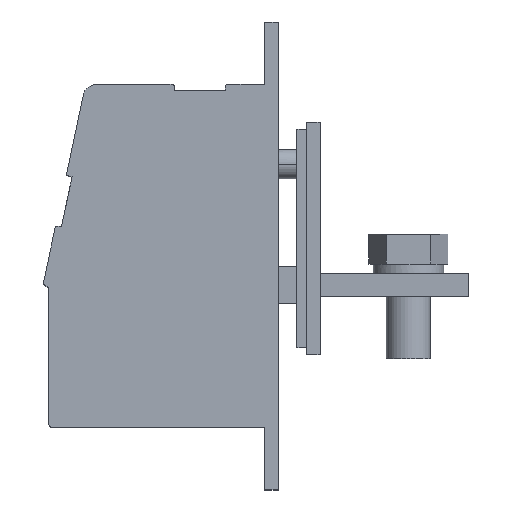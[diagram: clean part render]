
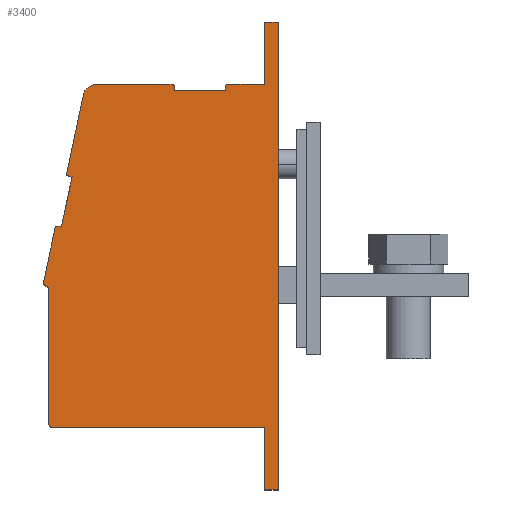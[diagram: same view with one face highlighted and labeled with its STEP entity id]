
A CAD part, top view. The second image highlights one B-rep face of the part: STEP entity #3400.
In plain terms, the highlighted face is planar.
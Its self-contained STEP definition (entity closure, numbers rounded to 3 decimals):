
#420=CARTESIAN_POINT('',(-208.505,42.357,-18.75));
#430=VERTEX_POINT('',#420);
#460=CARTESIAN_POINT('',(-208.505,42.357,-18.75));
#470=DIRECTION('',(0.,1.,0.));
#480=VECTOR('',#470,1.);
#490=LINE('',#460,#480);
#500=CARTESIAN_POINT('',(-208.505,143.057,-18.75));
#510=VERTEX_POINT('',#500);
#520=EDGE_CURVE('',#430,#510,#490,.T.);
#1270=CARTESIAN_POINT('',(-208.505,42.357,-18.75));
#1280=DIRECTION('',(0.,0.,-1.));
#1290=DIRECTION('',(-1.,0.,0.));
#1300=AXIS2_PLACEMENT_3D('',#1270,#1280,#1290);
#1310=PLANE('',#1300);
#1320=CARTESIAN_POINT('',(-208.505,42.357,-18.75));
#1330=DIRECTION('',(-1.,0.,0.));
#1340=VECTOR('',#1330,1.);
#1350=LINE('',#1320,#1340);
#1360=CARTESIAN_POINT('',(-205.505,42.357,-18.75));
#1370=VERTEX_POINT('',#1360);
#1380=EDGE_CURVE('',#1370,#430,#1350,.T.);
#1390=ORIENTED_EDGE('',*,*,#1380,.T.);
#1400=CARTESIAN_POINT('',(-205.505,42.357,-18.75));
#1410=DIRECTION('',(0.,-1.,0.));
#1420=VECTOR('',#1410,1.);
#1430=LINE('',#1400,#1420);
#1440=CARTESIAN_POINT('',(-205.505,55.757,-18.75));
#1450=VERTEX_POINT('',#1440);
#1460=EDGE_CURVE('',#1450,#1370,#1430,.T.);
#1470=ORIENTED_EDGE('',*,*,#1460,.T.);
#1480=CARTESIAN_POINT('',(-208.505,55.757,-18.75));
#1490=DIRECTION('',(1.,0.,0.));
#1500=VECTOR('',#1490,1.);
#1510=LINE('',#1480,#1500);
#1520=CARTESIAN_POINT('',(-160.005,55.757,-18.75));
#1530=VERTEX_POINT('',#1520);
#1540=EDGE_CURVE('',#1450,#1530,#1510,.T.);
#1550=ORIENTED_EDGE('',*,*,#1540,.F.);
#1560=CARTESIAN_POINT('',(-160.005,56.757,-18.75));
#1570=DIRECTION('',(0.,0.,1.));
#1580=DIRECTION('',(1.,0.,0.));
#1590=AXIS2_PLACEMENT_3D('',#1560,#1570,#1580);
#1600=CIRCLE('',#1590,1.);
#1610=CARTESIAN_POINT('',(-159.005,56.757,-18.75));
#1620=VERTEX_POINT('',#1610);
#1630=EDGE_CURVE('',#1530,#1620,#1600,.T.);
#1640=ORIENTED_EDGE('',*,*,#1630,.F.);
#1650=CARTESIAN_POINT('',(-159.005,42.357,-18.75));
#1660=DIRECTION('',(0.,1.,0.));
#1670=VECTOR('',#1660,1.);
#1680=LINE('',#1650,#1670);
#1690=CARTESIAN_POINT('',(-159.005,85.862,-18.75));
#1700=VERTEX_POINT('',#1690);
#1710=EDGE_CURVE('',#1620,#1700,#1680,.T.);
#1720=ORIENTED_EDGE('',*,*,#1710,.F.);
#1730=CARTESIAN_POINT('',(-208.505,57.283,-18.75));
#1740=DIRECTION('',(0.866,0.5,0.));
#1750=VECTOR('',#1740,1.);
#1760=LINE('',#1730,#1750);
#1770=CARTESIAN_POINT('',(-158.468,86.172,-18.75));
#1780=VERTEX_POINT('',#1770);
#1790=EDGE_CURVE('',#1700,#1780,#1760,.T.);
#1800=ORIENTED_EDGE('',*,*,#1790,.F.);
#1810=CARTESIAN_POINT('',(-158.968,87.038,-18.75));
#1820=DIRECTION('',(0.,0.,1.));
#1830=DIRECTION('',(1.,0.,0.));
#1840=AXIS2_PLACEMENT_3D('',#1810,#1820,#1830);
#1850=CIRCLE('',#1840,1.);
#1860=CARTESIAN_POINT('',(-157.968,87.038,-18.75));
#1870=VERTEX_POINT('',#1860);
#1880=EDGE_CURVE('',#1780,#1870,#1850,.T.);
#1890=ORIENTED_EDGE('',*,*,#1880,.F.);
#1900=CARTESIAN_POINT('',(-157.99,87.246,-18.75));
#1910=VERTEX_POINT('',#1900);
#1920=EDGE_CURVE('',#1870,#1910,#1850,.T.);
#1930=ORIENTED_EDGE('',*,*,#1920,.F.);
#1940=CARTESIAN_POINT('',(-148.449,42.357,-18.75));
#1950=DIRECTION('',(-0.208,0.978,0.));
#1960=VECTOR('',#1950,1.);
#1970=LINE('',#1940,#1960);
#1980=CARTESIAN_POINT('',(-160.434,98.744,-18.75));
#1990=VERTEX_POINT('',#1980);
#2000=EDGE_CURVE('',#1910,#1990,#1970,.T.);
#2010=ORIENTED_EDGE('',*,*,#2000,.F.);
#2020=CARTESIAN_POINT('',(-160.923,98.64,-18.75));
#2030=DIRECTION('',(0.,0.,1.));
#2040=DIRECTION('',(1.,0.,0.));
#2050=AXIS2_PLACEMENT_3D('',#2020,#2030,#2040);
#2060=CIRCLE('',#2050,0.5);
#2070=CARTESIAN_POINT('',(-161.027,99.129,-18.75));
#2080=VERTEX_POINT('',#2070);
#2090=EDGE_CURVE('',#1990,#2080,#2060,.T.);
#2100=ORIENTED_EDGE('',*,*,#2090,.F.);
#2110=CARTESIAN_POINT('',(-208.505,89.038,-18.75));
#2120=DIRECTION('',(-0.978,-0.208,0.));
#2130=VECTOR('',#2120,1.);
#2140=LINE('',#2110,#2130);
#2150=CARTESIAN_POINT('',(-161.81,98.963,-18.75));
#2160=VERTEX_POINT('',#2150);
#2170=EDGE_CURVE('',#2080,#2160,#2140,.T.);
#2180=ORIENTED_EDGE('',*,*,#2170,.F.);
#2190=CARTESIAN_POINT('',(-149.778,42.357,-18.75));
#2200=DIRECTION('',(-0.208,0.978,0.));
#2210=VECTOR('',#2200,1.);
#2220=LINE('',#2190,#2210);
#2230=CARTESIAN_POINT('',(-164.097,109.723,-18.75));
#2240=VERTEX_POINT('',#2230);
#2250=EDGE_CURVE('',#2160,#2240,#2220,.T.);
#2260=ORIENTED_EDGE('',*,*,#2250,.F.);
#2270=CARTESIAN_POINT('',(-208.505,100.283,-18.75));
#2280=DIRECTION('',(0.978,0.208,0.));
#2290=VECTOR('',#2280,1.);
#2300=LINE('',#2270,#2290);
#2310=CARTESIAN_POINT('',(-163.314,109.889,-18.75));
#2320=VERTEX_POINT('',#2310);
#2330=EDGE_CURVE('',#2240,#2320,#2300,.T.);
#2340=ORIENTED_EDGE('',*,*,#2330,.F.);
#2350=CARTESIAN_POINT('',(-163.418,110.378,-18.75));
#2360=DIRECTION('',(0.,0.,1.));
#2370=DIRECTION('',(1.,0.,0.));
#2380=AXIS2_PLACEMENT_3D('',#2350,#2360,#2370);
#2390=CIRCLE('',#2380,0.5);
#2400=CARTESIAN_POINT('',(-162.918,110.378,-18.75));
#2410=VERTEX_POINT('',#2400);
#2420=EDGE_CURVE('',#2320,#2410,#2390,.T.);
#2430=ORIENTED_EDGE('',*,*,#2420,.F.);
#2440=CARTESIAN_POINT('',(-162.929,110.482,-18.75));
#2450=VERTEX_POINT('',#2440);
#2460=EDGE_CURVE('',#2410,#2450,#2390,.T.);
#2470=ORIENTED_EDGE('',*,*,#2460,.F.);
#2480=CARTESIAN_POINT('',(-148.449,42.357,-18.75));
#2490=DIRECTION('',(-0.208,0.978,0.));
#2500=VECTOR('',#2490,1.);
#2510=LINE('',#2480,#2500);
#2520=CARTESIAN_POINT('',(-166.5,127.281,-18.75));
#2530=VERTEX_POINT('',#2520);
#2540=EDGE_CURVE('',#2450,#2530,#2510,.T.);
#2550=ORIENTED_EDGE('',*,*,#2540,.F.);
#2560=CARTESIAN_POINT('',(-169.434,126.657,-18.75));
#2570=DIRECTION('',(0.,0.,1.));
#2580=DIRECTION('',(1.,0.,0.));
#2590=AXIS2_PLACEMENT_3D('',#2560,#2570,#2580);
#2600=CIRCLE('',#2590,3.);
#2610=CARTESIAN_POINT('',(-169.434,129.657,-18.75));
#2620=VERTEX_POINT('',#2610);
#2630=EDGE_CURVE('',#2530,#2620,#2600,.T.);
#2640=ORIENTED_EDGE('',*,*,#2630,.F.);
#2650=CARTESIAN_POINT('',(-208.505,129.657,-18.75));
#2660=DIRECTION('',(-1.,0.,0.));
#2670=VECTOR('',#2660,1.);
#2680=LINE('',#2650,#2670);
#2690=CARTESIAN_POINT('',(-185.605,129.657,-18.75));
#2700=VERTEX_POINT('',#2690);
#2710=EDGE_CURVE('',#2620,#2700,#2680,.T.);
#2720=ORIENTED_EDGE('',*,*,#2710,.F.);
#2730=CARTESIAN_POINT('',(-185.605,129.157,-18.75));
#2740=DIRECTION('',(0.,0.,1.));
#2750=DIRECTION('',(1.,0.,0.));
#2760=AXIS2_PLACEMENT_3D('',#2730,#2740,#2750);
#2770=CIRCLE('',#2760,0.5);
#2780=CARTESIAN_POINT('',(-186.105,129.157,-18.75));
#2790=VERTEX_POINT('',#2780);
#2800=EDGE_CURVE('',#2700,#2790,#2770,.T.);
#2810=ORIENTED_EDGE('',*,*,#2800,.F.);
#2820=CARTESIAN_POINT('',(-186.105,42.357,-18.75));
#2830=DIRECTION('',(0.,-1.,0.));
#2840=VECTOR('',#2830,1.);
#2850=LINE('',#2820,#2840);
#2860=CARTESIAN_POINT('',(-186.105,128.357,-18.75));
#2870=VERTEX_POINT('',#2860);
#2880=EDGE_CURVE('',#2790,#2870,#2850,.T.);
#2890=ORIENTED_EDGE('',*,*,#2880,.F.);
#2900=CARTESIAN_POINT('',(-208.505,128.357,-18.75));
#2910=DIRECTION('',(-1.,0.,0.));
#2920=VECTOR('',#2910,1.);
#2930=LINE('',#2900,#2920);
#2940=CARTESIAN_POINT('',(-197.105,128.357,-18.75));
#2950=VERTEX_POINT('',#2940);
#2960=EDGE_CURVE('',#2870,#2950,#2930,.T.);
#2970=ORIENTED_EDGE('',*,*,#2960,.F.);
#2980=CARTESIAN_POINT('',(-197.105,42.357,-18.75));
#2990=DIRECTION('',(0.,1.,0.));
#3000=VECTOR('',#2990,1.);
#3010=LINE('',#2980,#3000);
#3020=CARTESIAN_POINT('',(-197.105,129.157,-18.75));
#3030=VERTEX_POINT('',#3020);
#3040=EDGE_CURVE('',#2950,#3030,#3010,.T.);
#3050=ORIENTED_EDGE('',*,*,#3040,.F.);
#3060=CARTESIAN_POINT('',(-197.605,129.157,-18.75));
#3070=DIRECTION('',(0.,0.,1.));
#3080=DIRECTION('',(1.,0.,0.));
#3090=AXIS2_PLACEMENT_3D('',#3060,#3070,#3080);
#3100=CIRCLE('',#3090,0.5);
#3110=CARTESIAN_POINT('',(-197.605,129.657,-18.75));
#3120=VERTEX_POINT('',#3110);
#3130=EDGE_CURVE('',#3030,#3120,#3100,.T.);
#3140=ORIENTED_EDGE('',*,*,#3130,.F.);
#3150=CARTESIAN_POINT('',(-208.505,129.657,-18.75));
#3160=DIRECTION('',(-1.,0.,0.));
#3170=VECTOR('',#3160,1.);
#3180=LINE('',#3150,#3170);
#3190=CARTESIAN_POINT('',(-205.505,129.657,-18.75));
#3200=VERTEX_POINT('',#3190);
#3210=EDGE_CURVE('',#3120,#3200,#3180,.T.);
#3220=ORIENTED_EDGE('',*,*,#3210,.F.);
#3230=CARTESIAN_POINT('',(-205.505,42.357,-18.75));
#3240=DIRECTION('',(0.,1.,0.));
#3250=VECTOR('',#3240,1.);
#3260=LINE('',#3230,#3250);
#3270=CARTESIAN_POINT('',(-205.505,143.057,-18.75));
#3280=VERTEX_POINT('',#3270);
#3290=EDGE_CURVE('',#3200,#3280,#3260,.T.);
#3300=ORIENTED_EDGE('',*,*,#3290,.F.);
#3310=CARTESIAN_POINT('',(-208.505,143.057,-18.75));
#3320=DIRECTION('',(-1.,0.,0.));
#3330=VECTOR('',#3320,1.);
#3340=LINE('',#3310,#3330);
#3350=EDGE_CURVE('',#3280,#510,#3340,.T.);
#3360=ORIENTED_EDGE('',*,*,#3350,.F.);
#3370=ORIENTED_EDGE('',*,*,#520,.T.);
#3380=EDGE_LOOP('',(#3370,#3360,#3300,#3220,#3140,#3050,#2970,#2890,
#2810,#2720,#2640,#2550,#2470,#2430,#2340,#2260,#2180,#2100,#2010,#1930,
#1890,#1800,#1720,#1640,#1550,#1470,#1390));
#3390=FACE_OUTER_BOUND('',#3380,.T.);
#3400=ADVANCED_FACE('',(#3390),#1310,.T.);
